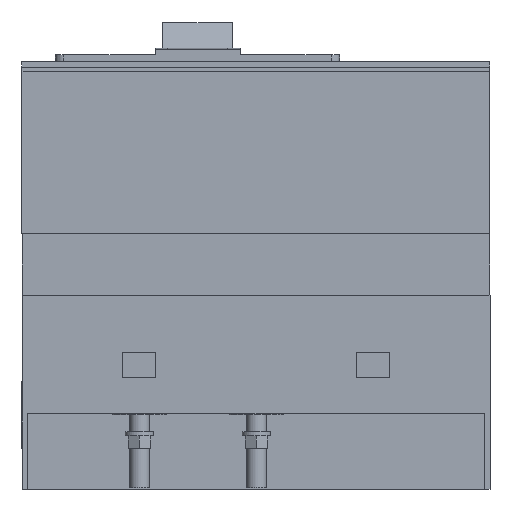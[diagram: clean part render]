
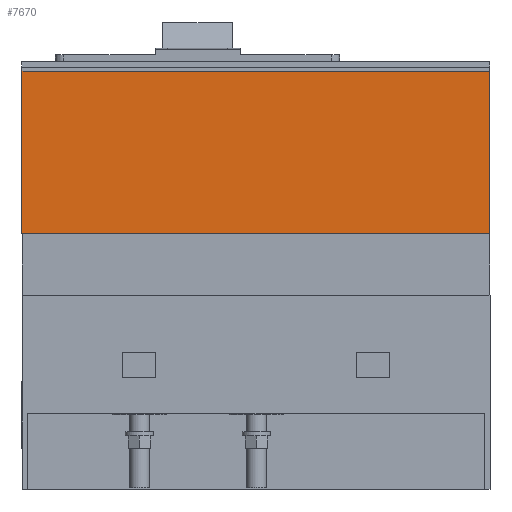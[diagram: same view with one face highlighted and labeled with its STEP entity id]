
A CAD part, front view. The second image highlights one B-rep face of the part: STEP entity #7670.
In plain terms, the highlighted planar face has unit normal (0, -1, 0).
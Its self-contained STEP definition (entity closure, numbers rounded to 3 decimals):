
#840=CARTESIAN_POINT('',(298.637,498.529,-107.));
#850=VERTEX_POINT('',#840);
#880=CARTESIAN_POINT('',(298.637,498.529,0.));
#890=DIRECTION('',(0.,0.,1.));
#900=VECTOR('',#890,1.);
#910=LINE('',#880,#900);
#920=CARTESIAN_POINT('',(298.637,498.529,-10.));
#930=VERTEX_POINT('',#920);
#940=EDGE_CURVE('',#850,#930,#910,.T.);
#1400=CARTESIAN_POINT('',(18.637,498.529,-10.));
#1410=VERTEX_POINT('',#1400);
#1440=CARTESIAN_POINT('',(18.637,498.529,0.));
#1450=DIRECTION('',(0.,0.,1.));
#1460=VECTOR('',#1450,1.);
#1470=LINE('',#1440,#1460);
#1480=CARTESIAN_POINT('',(18.637,498.529,-107.));
#1490=VERTEX_POINT('',#1480);
#1500=EDGE_CURVE('',#1490,#1410,#1470,.T.);
#5080=CARTESIAN_POINT('',(0.,498.529,-10.));
#5090=DIRECTION('',(1.,0.,0.));
#5100=VECTOR('',#5090,1.);
#5110=LINE('',#5080,#5100);
#5120=EDGE_CURVE('',#1410,#930,#5110,.T.);
#7510=CARTESIAN_POINT('',(298.637,498.529,-107.));
#7520=DIRECTION('',(0.,1.,0.));
#7530=DIRECTION('',(0.,0.,-1.));
#7540=AXIS2_PLACEMENT_3D('',#7510,#7520,#7530);
#7550=PLANE('',#7540);
#7560=ORIENTED_EDGE('',*,*,#940,.T.);
#7570=CARTESIAN_POINT('',(0.,498.529,-107.));
#7580=DIRECTION('',(1.,0.,0.));
#7590=VECTOR('',#7580,1.);
#7600=LINE('',#7570,#7590);
#7610=EDGE_CURVE('',#1490,#850,#7600,.T.);
#7620=ORIENTED_EDGE('',*,*,#7610,.T.);
#7630=ORIENTED_EDGE('',*,*,#1500,.F.);
#7640=ORIENTED_EDGE('',*,*,#5120,.F.);
#7650=EDGE_LOOP('',(#7640,#7630,#7620,#7560));
#7660=FACE_OUTER_BOUND('',#7650,.T.);
#7670=ADVANCED_FACE('',(#7660),#7550,.F.);
